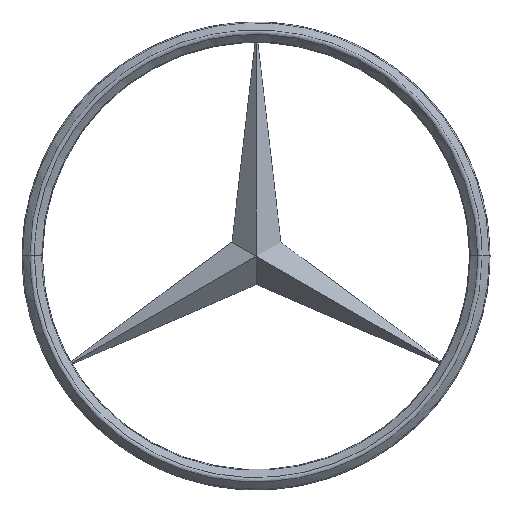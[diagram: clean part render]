
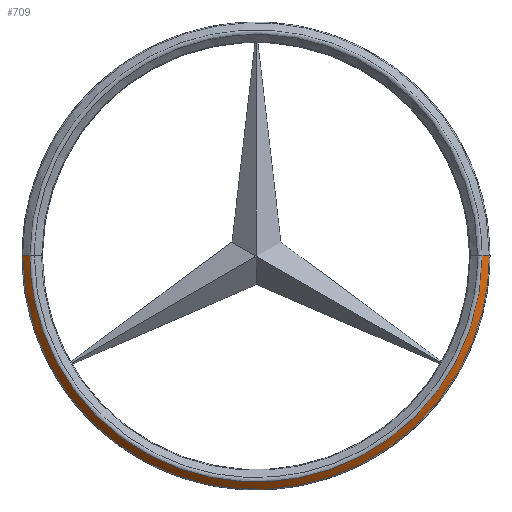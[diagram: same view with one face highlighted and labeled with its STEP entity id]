
A CAD part, top view. The second image highlights one B-rep face of the part: STEP entity #709.
In plain terms, the highlighted free-form (B-spline) face has degree [2, 1] with [5, 2] control points.
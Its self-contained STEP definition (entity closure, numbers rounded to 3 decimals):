
#89 = VERTEX_POINT('',#90);
#90 = CARTESIAN_POINT('',(-30.016,0.033,
    0.769));
#97 = VERTEX_POINT('',#98);
#98 = CARTESIAN_POINT('',(29.904,0.033,
    0.769));
#199 = VERTEX_POINT('',#200);
#200 = CARTESIAN_POINT('',(28.988,0.033,
    1.684));
#207 = VERTEX_POINT('',#208);
#208 = CARTESIAN_POINT('',(-29.101,0.033,
    1.684));
#458 = EDGE_CURVE('',#199,#97,#459,.T.);
#459 = B_SPLINE_CURVE_WITH_KNOTS('',1,(#460,#461),.UNSPECIFIED.,.F.,.F.,
  (2,2),(0.3,1.29),.PIECEWISE_BEZIER_KNOTS.);
#460 = CARTESIAN_POINT('',(28.988,0.033,
    1.684));
#461 = CARTESIAN_POINT('',(29.904,0.033,
    0.769));
#464 = EDGE_CURVE('',#207,#89,#465,.T.);
#465 = B_SPLINE_CURVE_WITH_KNOTS('',1,(#466,#467),.UNSPECIFIED.,.F.,.F.,
  (2,2),(0.3,1.29),.PIECEWISE_BEZIER_KNOTS.);
#466 = CARTESIAN_POINT('',(-29.101,0.033,
    1.684));
#467 = CARTESIAN_POINT('',(-30.016,0.033,
    0.769));
#709 = ADVANCED_FACE('',(#710),#730,.T.);
#710 = FACE_BOUND('',#711,.T.);
#711 = EDGE_LOOP('',(#712,#713,#721,#722));
#712 = ORIENTED_EDGE('',*,*,#458,.F.);
#713 = ORIENTED_EDGE('',*,*,#714,.T.);
#714 = EDGE_CURVE('',#199,#207,#715,.T.);
#715 = ( BOUNDED_CURVE() B_SPLINE_CURVE(2,(#716,#717,#718,#719,#720),
.UNSPECIFIED.,.F.,.F.) B_SPLINE_CURVE_WITH_KNOTS((3,2,3),(0.,
1.571,3.142),.PIECEWISE_BEZIER_KNOTS.) CURVE() 
GEOMETRIC_REPRESENTATION_ITEM() RATIONAL_B_SPLINE_CURVE((1.,
0.707,1.,0.707,1.)) REPRESENTATION_ITEM('') );
#716 = CARTESIAN_POINT('',(28.988,0.033,
    1.684));
#717 = CARTESIAN_POINT('',(28.988,-29.012,1.684
    ));
#718 = CARTESIAN_POINT('',(-0.056,-29.012,
    1.684));
#719 = CARTESIAN_POINT('',(-29.101,-29.012,
    1.684));
#720 = CARTESIAN_POINT('',(-29.101,0.033,
    1.684));
#721 = ORIENTED_EDGE('',*,*,#464,.T.);
#722 = ORIENTED_EDGE('',*,*,#723,.T.);
#723 = EDGE_CURVE('',#89,#97,#724,.T.);
#724 = ( BOUNDED_CURVE() B_SPLINE_CURVE(2,(#725,#726,#727,#728,#729),
.UNSPECIFIED.,.F.,.F.) B_SPLINE_CURVE_WITH_KNOTS((3,2,3),(0.,
1.571,3.142),.PIECEWISE_BEZIER_KNOTS.) CURVE() 
GEOMETRIC_REPRESENTATION_ITEM() RATIONAL_B_SPLINE_CURVE((1.,
0.707,1.,0.707,1.)) REPRESENTATION_ITEM('') );
#725 = CARTESIAN_POINT('',(-30.016,0.033,
    0.769));
#726 = CARTESIAN_POINT('',(-30.016,-29.927,
    0.769));
#727 = CARTESIAN_POINT('',(-0.056,-29.927,
    0.769));
#728 = CARTESIAN_POINT('',(29.904,-29.927,
    0.769));
#729 = CARTESIAN_POINT('',(29.904,0.033,
    0.769));
#730 = ( BOUNDED_SURFACE() B_SPLINE_SURFACE(2,1,(
    (#731,#732)
    ,(#733,#734)
    ,(#735,#736)
    ,(#737,#738)
,(#739,#740
    )),.UNSPECIFIED.,.F.,.F.,.F.) B_SPLINE_SURFACE_WITH_KNOTS((3,2,3),(2
    ,2),(3.142,4.712,6.283),(0.3,1.29
),.PIECEWISE_BEZIER_KNOTS.) GEOMETRIC_REPRESENTATION_ITEM() 
RATIONAL_B_SPLINE_SURFACE((
    (1.,1.)
    ,(0.707,0.707)
    ,(1.,1.)
    ,(0.707,0.707)
,(1.,1.))) REPRESENTATION_ITEM('') SURFACE() );
#731 = CARTESIAN_POINT('',(28.988,0.033,
    1.684));
#732 = CARTESIAN_POINT('',(29.904,0.033,
    0.769));
#733 = CARTESIAN_POINT('',(28.988,-29.012,1.684
    ));
#734 = CARTESIAN_POINT('',(29.904,-29.927,
    0.769));
#735 = CARTESIAN_POINT('',(-0.056,-29.012,
    1.684));
#736 = CARTESIAN_POINT('',(-0.056,-29.927,
    0.769));
#737 = CARTESIAN_POINT('',(-29.101,-29.012,
    1.684));
#738 = CARTESIAN_POINT('',(-30.016,-29.927,
    0.769));
#739 = CARTESIAN_POINT('',(-29.101,0.033,
    1.684));
#740 = CARTESIAN_POINT('',(-30.016,0.033,
    0.769));
